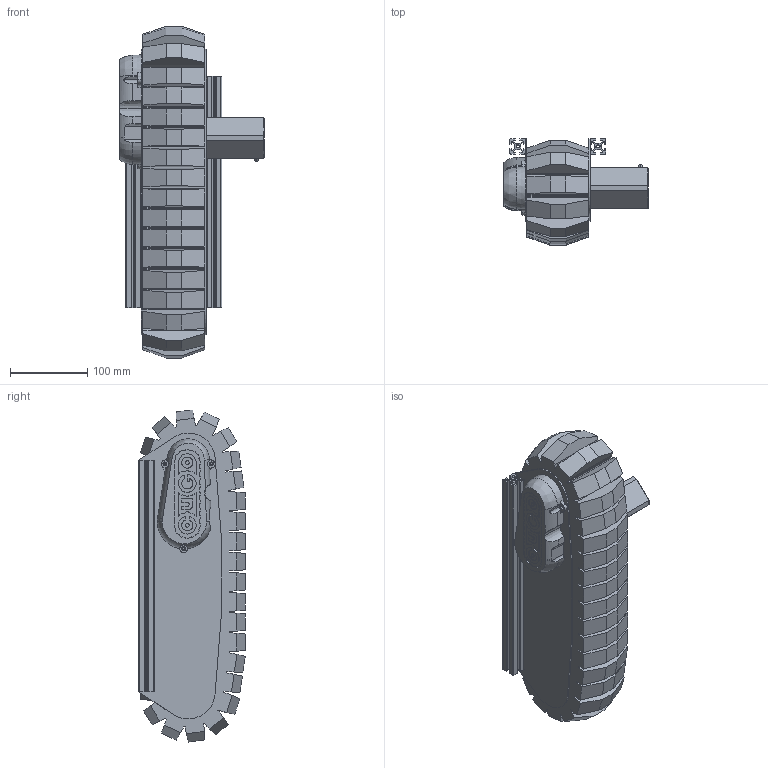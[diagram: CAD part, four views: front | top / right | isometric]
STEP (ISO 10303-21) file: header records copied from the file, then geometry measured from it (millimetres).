
FILE_DESCRIPTION (( 'STEP AP203' ), '1' );
FILE_NAME ('CuGoV3i_L.STEP', '2023-10-13T04:21:53', ( '' ), ( '' ), 'SwSTEP 2.0', 'SolidWorks 2022', '' );
FILE_SCHEMA (( 'CONFIG_CONTROL_DESIGN' ));
Length unit declared in the file: millimetre
Products named in the file (4): CuGoV3ibody; V3coverL6_; CuGoV3i_L; NFS5_2020_300
Assembly tree (4 placements, depth 2):
  CuGoV3i_L
    CuGoV3ibody
    NFS5_2020_300  x2
    V3coverL6_
Bounding box: 187 x 137.92 x 429.75 mm (x, y, z)
Volume: 4191388.8 mm3; surface area: 404571 mm2
Topology: 4 solids, 4 shells, 764 faces, 2201 edges, 1460 vertices
Faces by surface type: plane 579, cylinder 71, bspline 59, cone 49, torus 6
Entity records: 24682 total; most frequent: CARTESIAN_POINT 6730, ORIENTED_EDGE 3928, DIRECTION 3206, EDGE_CURVE 1964, VECTOR 1562, LINE 1562, VERTEX_POINT 1302, AXIS2_PLACEMENT_3D 822
